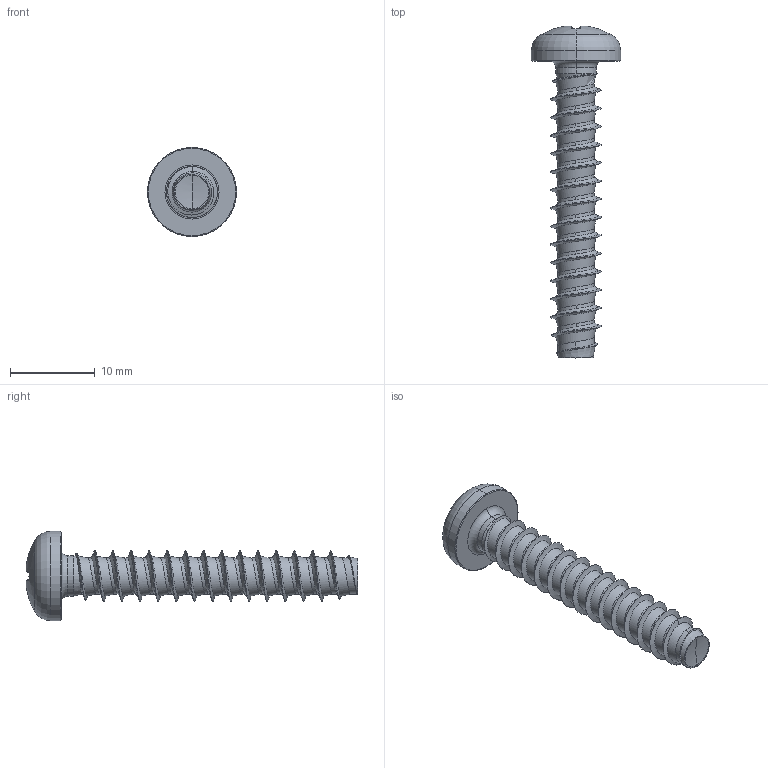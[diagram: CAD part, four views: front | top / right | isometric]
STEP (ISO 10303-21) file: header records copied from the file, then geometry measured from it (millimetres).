
FILE_DESCRIPTION (( 'STEP AP203' ), '1' );
FILE_NAME ('STP320600350.STEP', '2017-08-15T14:55:14', ( '' ), ( '' ), 'SwSTEP 2.0', 'SolidWorks 2015', '' );
FILE_SCHEMA (( 'CONFIG_CONTROL_DESIGN' ));
Length unit declared in the file: millimetre
Products named in the file (1): STP320600350
Bounding box: 10.5 x 39.12 x 10.5 mm (x, y, z)
Volume: 847.5 mm3; surface area: 1049.3 mm2
Topology: 1 solids, 1 shells, 194 faces, 451 edges, 259 vertices
Faces by surface type: cylinder 57, bspline 51, torus 28, sphere 28, plane 22, cone 8
Entity records: 36061 total; most frequent: CARTESIAN_POINT 32040, ORIENTED_EDGE 898, DIRECTION 755, EDGE_CURVE 449, AXIS2_PLACEMENT_3D 333, VERTEX_POINT 259, EDGE_LOOP 196, FACE_OUTER_BOUND 194
